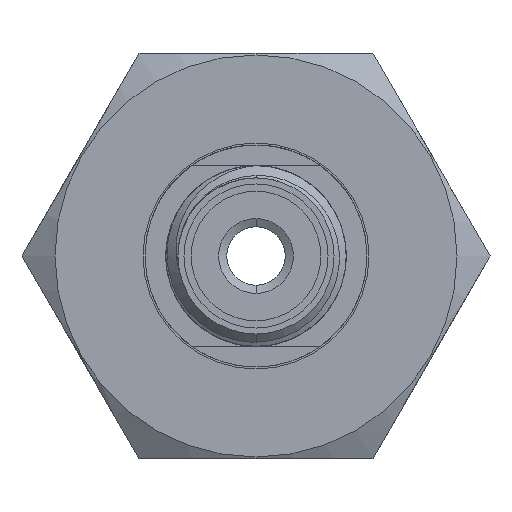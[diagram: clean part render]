
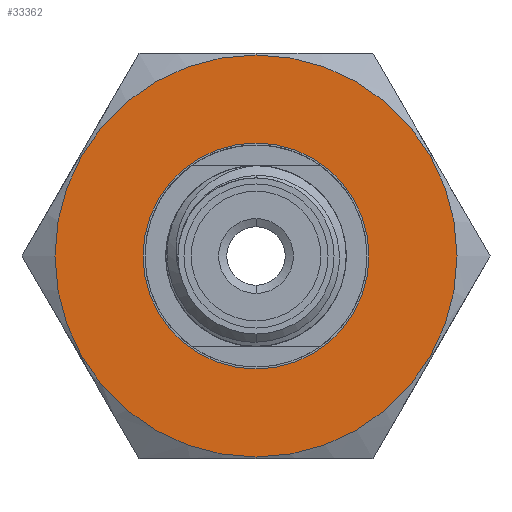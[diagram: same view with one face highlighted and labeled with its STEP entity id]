
A CAD part, left-side view. The second image highlights one B-rep face of the part: STEP entity #33362.
In plain terms, the highlighted planar face has unit normal (-1, 0, 0).
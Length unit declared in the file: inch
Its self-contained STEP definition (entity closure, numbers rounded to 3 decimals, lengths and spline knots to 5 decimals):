
#64 = CARTESIAN_POINT ( 'NONE',  ( -1.13, 0., 0.62 ) ) ;
#175 = CIRCLE ( 'NONE', #33717, 0.3485 ) ;
#815 = DIRECTION ( 'NONE',  ( 1., 0., 0. ) ) ;
#1467 = DIRECTION ( 'NONE',  ( 1., 0., 0. ) ) ;
#2671 = CIRCLE ( 'NONE', #35784, 0.62 ) ;
#3150 = ORIENTED_EDGE ( 'NONE', *, *, #23045, .F. ) ;
#3691 = FACE_OUTER_BOUND ( 'NONE', #33340, .T. ) ;
#5600 = EDGE_CURVE ( 'NONE', #27594, #23797, #22935, .T. ) ;
#5853 = ORIENTED_EDGE ( 'NONE', *, *, #5600, .T. ) ;
#9340 = DIRECTION ( 'NONE',  ( 0., 0., -1. ) ) ;
#9918 = CARTESIAN_POINT ( 'NONE',  ( -1.13, 0.3485, 0. ) ) ;
#9977 = DIRECTION ( 'NONE',  ( 0., 0., -1. ) ) ;
#10563 = CARTESIAN_POINT ( 'NONE',  ( -1.13, 0., 0.3485 ) ) ;
#12284 = DIRECTION ( 'NONE',  ( -1., 0., 0. ) ) ;
#13452 = DIRECTION ( 'NONE',  ( 1., 0., 0. ) ) ;
#14680 = CARTESIAN_POINT ( 'NONE',  ( -1.13, 0., 0. ) ) ;
#14934 = CARTESIAN_POINT ( 'NONE',  ( -1.13, 0., 0. ) ) ;
#17455 = FACE_BOUND ( 'NONE', #32576, .T. ) ;
#17877 = PLANE ( 'NONE',  #32269 ) ;
#18857 = EDGE_CURVE ( 'NONE', #21112, #24971, #32660, .T. ) ;
#19026 = EDGE_CURVE ( 'NONE', #23797, #27594, #175, .T. ) ;
#19272 = DIRECTION ( 'NONE',  ( 0., 0., -1. ) ) ;
#20608 = DIRECTION ( 'NONE',  ( 1., 0., 0. ) ) ;
#20734 = DIRECTION ( 'NONE',  ( 0., 0., -1. ) ) ;
#21112 = VERTEX_POINT ( 'NONE', #36850 ) ;
#22935 = CIRCLE ( 'NONE', #22947, 0.3485 ) ;
#22947 = AXIS2_PLACEMENT_3D ( 'NONE', #24250, #1467, #9977 ) ;
#23045 = EDGE_CURVE ( 'NONE', #24971, #21112, #2671, .T. ) ;
#23694 = CARTESIAN_POINT ( 'NONE',  ( -1.13, 0., -0.3485 ) ) ;
#23797 = VERTEX_POINT ( 'NONE', #10563 ) ;
#24250 = CARTESIAN_POINT ( 'NONE',  ( -1.13, 0., 0. ) ) ;
#24971 = VERTEX_POINT ( 'NONE', #64 ) ;
#27594 = VERTEX_POINT ( 'NONE', #23694 ) ;
#27671 = ORIENTED_EDGE ( 'NONE', *, *, #19026, .T. ) ;
#30823 = CARTESIAN_POINT ( 'NONE',  ( -1.13, 0., 0. ) ) ;
#32269 = AXIS2_PLACEMENT_3D ( 'NONE', #9918, #12284, #35110 ) ;
#32565 = ORIENTED_EDGE ( 'NONE', *, *, #18857, .F. ) ;
#32576 = EDGE_LOOP ( 'NONE', ( #5853, #27671 ) ) ;
#32660 = CIRCLE ( 'NONE', #34050, 0.62 ) ;
#33340 = EDGE_LOOP ( 'NONE', ( #32565, #3150 ) ) ;
#33362 = ADVANCED_FACE ( 'NONE', ( #17455, #3691 ), #17877, .T. ) ;
#33717 = AXIS2_PLACEMENT_3D ( 'NONE', #14680, #815, #9340 ) ;
#34050 = AXIS2_PLACEMENT_3D ( 'NONE', #30823, #13452, #19272 ) ;
#35110 = DIRECTION ( 'NONE',  ( 0., 0., 1. ) ) ;
#35784 = AXIS2_PLACEMENT_3D ( 'NONE', #14934, #20608, #20734 ) ;
#36850 = CARTESIAN_POINT ( 'NONE',  ( -1.13, 0., -0.62 ) ) ;
